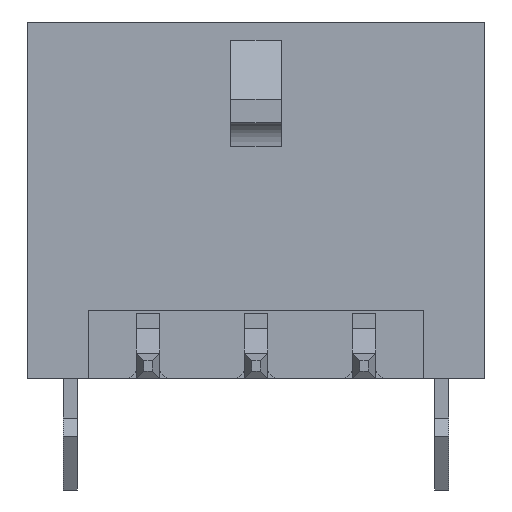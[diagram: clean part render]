
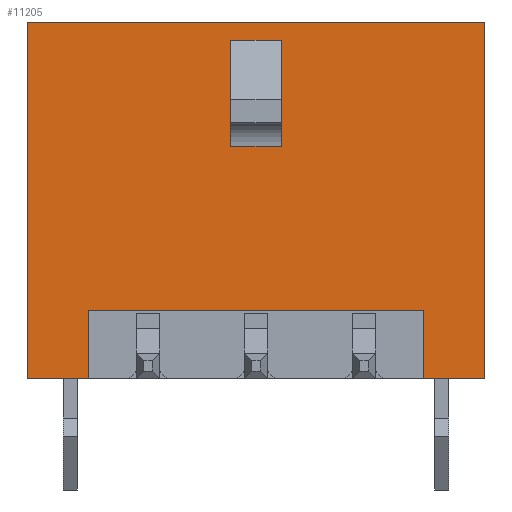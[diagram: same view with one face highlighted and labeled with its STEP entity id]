
A CAD part, front view. The second image highlights one B-rep face of the part: STEP entity #11205.
In plain terms, the highlighted planar face has unit normal (0, -1, 0).
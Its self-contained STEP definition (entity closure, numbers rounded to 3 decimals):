
#1160=ORIENTED_EDGE('',*,*,#2851,.T.);
#1161=ORIENTED_EDGE('',*,*,#2856,.T.);
#1162=ORIENTED_EDGE('',*,*,#3114,.F.);
#1163=ORIENTED_EDGE('',*,*,#3080,.T.);
#1164=ORIENTED_EDGE('',*,*,#3085,.T.);
#1165=ORIENTED_EDGE('',*,*,#3072,.F.);
#1166=ORIENTED_EDGE('',*,*,#3113,.F.);
#1167=ORIENTED_EDGE('',*,*,#2854,.T.);
#1168=ORIENTED_EDGE('',*,*,#2872,.F.);
#1169=ORIENTED_EDGE('',*,*,#2863,.F.);
#1170=ORIENTED_EDGE('',*,*,#2868,.T.);
#1171=ORIENTED_EDGE('',*,*,#2858,.T.);
#2851=EDGE_CURVE('',#3952,#3953,#4736,.T.);
#2854=EDGE_CURVE('',#3954,#3952,#4739,.T.);
#2856=EDGE_CURVE('',#3953,#3955,#4741,.T.);
#2858=EDGE_CURVE('',#3956,#3957,#4743,.T.);
#2863=EDGE_CURVE('',#3961,#3962,#4747,.T.);
#2868=EDGE_CURVE('',#3961,#3956,#4751,.T.);
#2872=EDGE_CURVE('',#3962,#3957,#4755,.T.);
#3072=EDGE_CURVE('',#4078,#4079,#4955,.T.);
#3080=EDGE_CURVE('',#4084,#4083,#4963,.T.);
#3085=EDGE_CURVE('',#4083,#4079,#4968,.T.);
#3113=EDGE_CURVE('',#3954,#4078,#4996,.T.);
#3114=EDGE_CURVE('',#4084,#3955,#4997,.T.);
#3952=VERTEX_POINT('',#14936);
#3953=VERTEX_POINT('',#14937);
#3954=VERTEX_POINT('',#14942);
#3955=VERTEX_POINT('',#14946);
#3956=VERTEX_POINT('',#14950);
#3957=VERTEX_POINT('',#14951);
#3961=VERTEX_POINT('',#14961);
#3962=VERTEX_POINT('',#14962);
#4078=VERTEX_POINT('',#15357);
#4079=VERTEX_POINT('',#15359);
#4083=VERTEX_POINT('',#15371);
#4084=VERTEX_POINT('',#15373);
#4736=LINE('',#14935,#5855);
#4739=LINE('',#14941,#5858);
#4741=LINE('',#14945,#5860);
#4743=LINE('',#14949,#5862);
#4747=LINE('',#14960,#5866);
#4751=LINE('',#14971,#5870);
#4755=LINE('',#14978,#5874);
#4955=LINE('',#15358,#6074);
#4963=LINE('',#15372,#6082);
#4968=LINE('',#15381,#6087);
#4996=LINE('',#15429,#6115);
#4997=LINE('',#15431,#6116);
#5855=VECTOR('',#12609,1000.);
#5858=VECTOR('',#12614,1000.);
#5860=VECTOR('',#12618,1000.);
#5862=VECTOR('',#12622,1000.);
#5866=VECTOR('',#12630,1000.);
#5870=VECTOR('',#12638,1000.);
#5874=VECTOR('',#12648,1000.);
#6074=VECTOR('',#12982,1000.);
#6082=VECTOR('',#12992,1000.);
#6087=VECTOR('',#12999,1000.);
#6115=VECTOR('',#13049,1000.);
#6116=VECTOR('',#13052,1000.);
#6788=EDGE_LOOP('',(#1160,#1161,#1162,#1163,#1164,#1165,#1166,#1167));
#6789=EDGE_LOOP('',(#1168,#1169,#1170,#1171));
#7245=FACE_BOUND('',#6788,.T.);
#7246=FACE_BOUND('',#6789,.T.);
#7675=PLANE('',#11684);
#11205=ADVANCED_FACE('',(#7245,#7246),#7675,.T.);
#11684=AXIS2_PLACEMENT_3D('',#15430,#13050,#13051);
#12609=DIRECTION('',(1.,0.,0.));
#12614=DIRECTION('',(0.,0.,1.));
#12618=DIRECTION('',(0.,0.,-1.));
#12622=DIRECTION('',(0.,0.,1.));
#12630=DIRECTION('',(0.,0.,1.));
#12638=DIRECTION('',(-1.,0.,0.));
#12648=DIRECTION('',(-1.,0.,0.));
#12982=DIRECTION('',(0.,0.,1.));
#12992=DIRECTION('',(0.,0.,1.));
#12999=DIRECTION('',(-1.,0.,0.));
#13049=DIRECTION('',(-1.,0.,0.));
#13050=DIRECTION('',(0.,-1.,0.));
#13051=DIRECTION('',(0.,0.,-1.));
#13052=DIRECTION('',(-1.,0.,0.));
#14935=CARTESIAN_POINT('',(-4.65,-3.43,-3.05));
#14936=CARTESIAN_POINT('',(-4.65,-3.43,-3.05));
#14937=CARTESIAN_POINT('',(4.65,-3.43,-3.05));
#14941=CARTESIAN_POINT('',(-4.65,-3.43,-4.95));
#14942=CARTESIAN_POINT('',(-4.65,-3.43,-4.95));
#14945=CARTESIAN_POINT('',(4.65,-3.43,-3.05));
#14946=CARTESIAN_POINT('',(4.65,-3.43,-4.95));
#14949=CARTESIAN_POINT('',(-0.7,-3.43,1.5));
#14950=CARTESIAN_POINT('',(-0.7,-3.43,1.5));
#14951=CARTESIAN_POINT('',(-0.7,-3.43,4.45));
#14960=CARTESIAN_POINT('',(0.7,-3.43,1.5));
#14961=CARTESIAN_POINT('',(0.7,-3.43,1.5));
#14962=CARTESIAN_POINT('',(0.7,-3.43,4.45));
#14971=CARTESIAN_POINT('',(0.7,-3.43,1.5));
#14978=CARTESIAN_POINT('',(0.7,-3.43,4.45));
#15357=CARTESIAN_POINT('',(-6.35,-3.43,-4.95));
#15358=CARTESIAN_POINT('',(-6.35,-3.43,-4.95));
#15359=CARTESIAN_POINT('',(-6.35,-3.43,4.95));
#15371=CARTESIAN_POINT('',(6.35,-3.43,4.95));
#15372=CARTESIAN_POINT('',(6.35,-3.43,-4.95));
#15373=CARTESIAN_POINT('',(6.35,-3.43,-4.95));
#15381=CARTESIAN_POINT('',(6.35,-3.43,4.95));
#15429=CARTESIAN_POINT('',(6.35,-3.43,-4.95));
#15430=CARTESIAN_POINT('',(6.35,-3.43,-4.95));
#15431=CARTESIAN_POINT('',(6.35,-3.43,-4.95));
